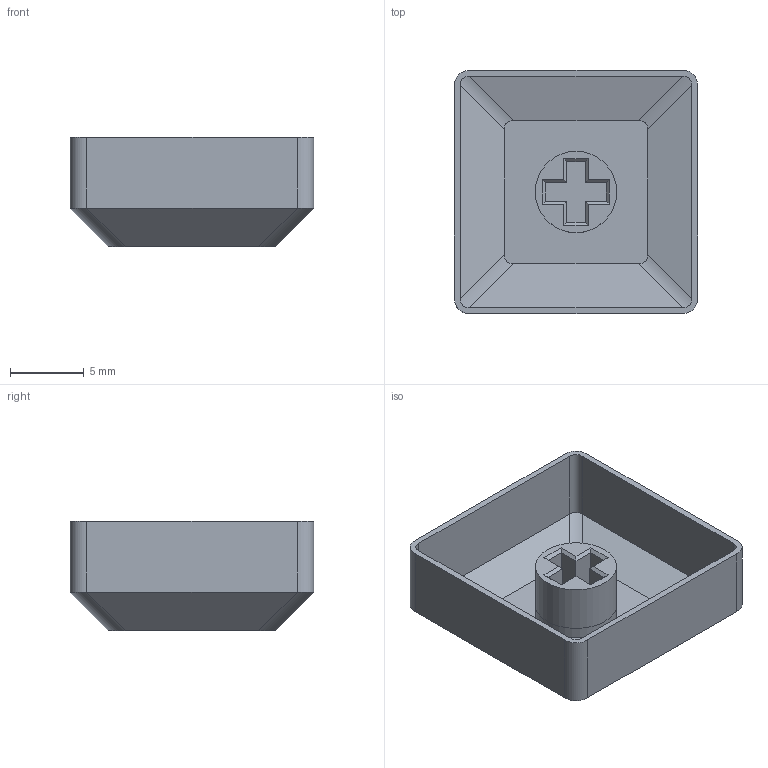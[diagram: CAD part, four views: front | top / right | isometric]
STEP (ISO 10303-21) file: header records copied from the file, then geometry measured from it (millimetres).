
FILE_DESCRIPTION(/* description */ ('STEP AP242 Edition 2','CAx-IF Rec.Pracs.---Representation and Presentation of Product Manufacturing Information (PMI)---4.0---2014-10-13','CAx-IF Rec.Pracs.---3D Tessellated Geometry---0.4---2014-09-14','2;1','CAx-IF Rec.Pracs.---User Defined Attributes---1.5---2016-08-15'),/* implementation_level */ '2;1');
FILE_NAME(/* name */ '697d239f0c2f8cb1dd2d9db1',/* time_stamp */ '2026-01-30T21:33:19Z',/* author */ (''),/* organization */ (''),/* preprocessor_version */ 'ST-DEVELOPER v20',/* originating_system */ 'ONSHAPE BY PTC INC, 1.210',/* authorisation */ ' ');
FILE_SCHEMA (('AP242_MANAGED_MODEL_BASED_3D_ENGINEERING_MIM_LF { 1 0 10303 442 3 1 4 }'));
Length unit declared in the file: metre
Products named in the file (5): Body; Stem; Rim; S1; S2
Bounding box: 16.5 x 16.5 x 7.4 mm (x, y, z)
Volume: 561.2 mm3; surface area: 1471.6 mm2
Topology: 5 solids, 5 shells, 98 faces, 234 edges, 152 vertices
Faces by surface type: plane 72, cylinder 18, bspline 8
Full cylindrical faces by diameter (mm): 2.94 x2, 4.62 x2, 5.5 x2
Entity records: 2952 total; most frequent: CARTESIAN_POINT 539, DIRECTION 470, ORIENTED_EDGE 456, EDGE_CURVE 228, LINE 176, VECTOR 176, VERTEX_POINT 152, AXIS2_PLACEMENT_3D 147
